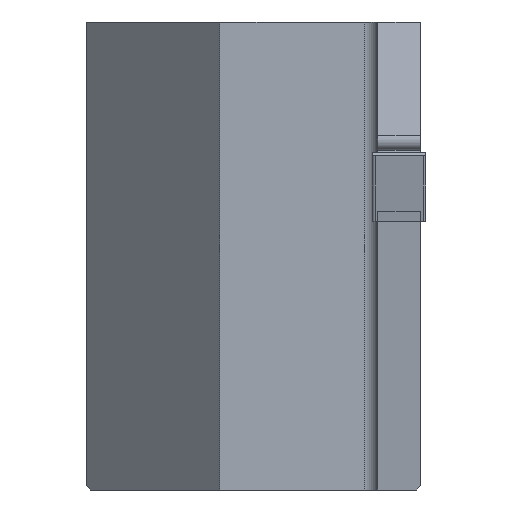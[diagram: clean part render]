
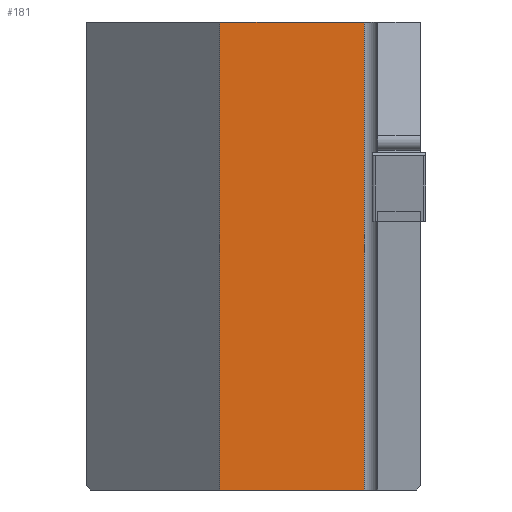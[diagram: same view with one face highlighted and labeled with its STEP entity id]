
A CAD part, left-side view. The second image highlights one B-rep face of the part: STEP entity #181.
In plain terms, the highlighted planar face has unit normal (-1, 0, 0).
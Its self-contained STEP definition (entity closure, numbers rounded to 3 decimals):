
#181=ADVANCED_FACE('',(#266),#227,.F.);
#227=PLANE('',#983);
#266=FACE_OUTER_BOUND('',#312,.T.);
#312=EDGE_LOOP('',(#449,#450,#451,#452));
#449=ORIENTED_EDGE('',*,*,#668,.F.);
#450=ORIENTED_EDGE('',*,*,#713,.T.);
#451=ORIENTED_EDGE('',*,*,#687,.T.);
#452=ORIENTED_EDGE('',*,*,#714,.T.);
#595=VERTEX_POINT('',#1292);
#596=VERTEX_POINT('',#1294);
#610=VERTEX_POINT('',#1331);
#611=VERTEX_POINT('',#1333);
#668=EDGE_CURVE('',#595,#596,#779,.T.);
#687=EDGE_CURVE('',#611,#610,#796,.T.);
#713=EDGE_CURVE('',#595,#611,#819,.T.);
#714=EDGE_CURVE('',#610,#596,#820,.T.);
#779=LINE('',#1293,#877);
#796=LINE('',#1332,#894);
#819=LINE('',#1380,#917);
#820=LINE('',#1381,#918);
#877=VECTOR('',#1050,1.);
#894=VECTOR('',#1081,1.);
#917=VECTOR('',#1138,1.);
#918=VECTOR('',#1139,1.);
#983=AXIS2_PLACEMENT_3D('',#1382,#1140,#1141);
#1050=DIRECTION('',(0.,-1.,0.));
#1081=DIRECTION('',(0.,-1.,0.));
#1138=DIRECTION('',(0.,0.,-1.));
#1139=DIRECTION('',(0.,0.,1.));
#1140=DIRECTION('',(1.,0.,0.));
#1141=DIRECTION('',(0.,0.,-1.));
#1292=CARTESIAN_POINT('',(23.,-10.,10.));
#1293=CARTESIAN_POINT('',(23.,8.,10.));
#1294=CARTESIAN_POINT('',(23.,-20.8,10.));
#1331=CARTESIAN_POINT('',(23.,-20.8,-25.));
#1332=CARTESIAN_POINT('',(23.,8.,-25.));
#1333=CARTESIAN_POINT('',(23.,-10.,-25.));
#1380=CARTESIAN_POINT('',(23.,-10.,-30.));
#1381=CARTESIAN_POINT('',(23.,-20.8,10.));
#1382=CARTESIAN_POINT('',(23.,8.,-25.));
